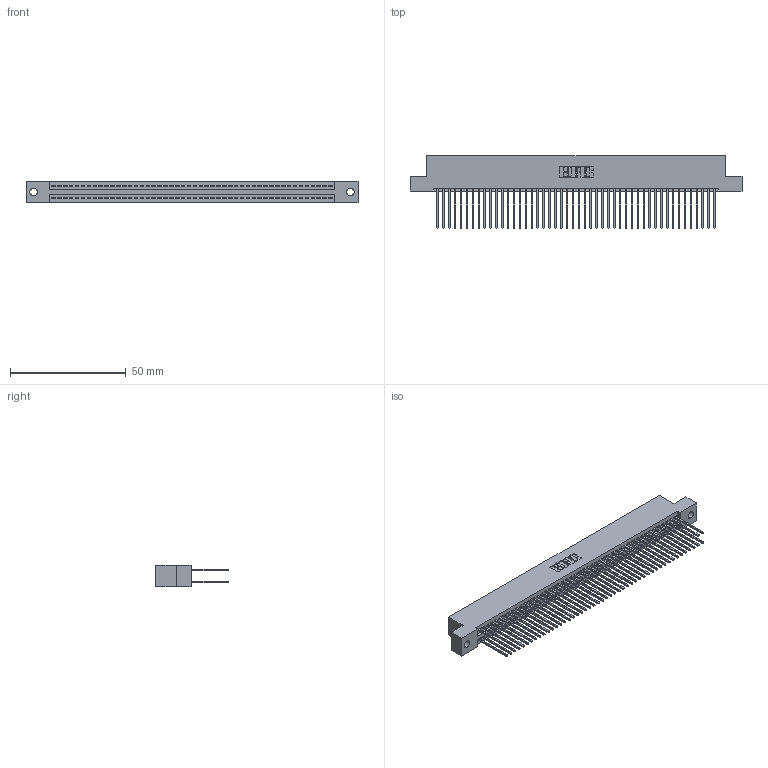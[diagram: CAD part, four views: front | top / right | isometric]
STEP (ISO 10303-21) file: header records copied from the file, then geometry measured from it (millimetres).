
FILE_DESCRIPTION (( 'STEP AP203' ), '1' );
FILE_NAME ('345-096-542-202.STEP', '2018-10-05T05:16:08', ( '' ), ( '' ), 'SwSTEP 2.0', 'SolidWorks 2016', '' );
FILE_SCHEMA (( 'CONFIG_CONTROL_DESIGN' ));
Length unit declared in the file: inch
Products named in the file (3): 345-096-542-202; 345 Part_Flush Mounting Lugs - 0.128 Dia; 345-292-001_345-293-142
Assembly tree (97 placements, depth 2):
  345-096-542-202
    345 Part_Flush Mounting Lugs - 0.128 Dia
    345-292-001_345-293-142  x96
Bounding box: 143.13 x 31.29 x 9.4 mm (x, y, z)
Volume: 14370.2 mm3; surface area: 23176.4 mm2
Topology: 97 solids, 97 shells, 4926 faces, 14645 edges, 9634 vertices
Faces by surface type: plane 3248, cylinder 1678
Entity records: 36875 total; most frequent: CARTESIAN_POINT 6176, ORIENTED_EDGE 6110, DIRECTION 5439, EDGE_CURVE 3055, VECTOR 2731, LINE 2731, VERTEX_POINT 2034, AXIS2_PLACEMENT_3D 1354
